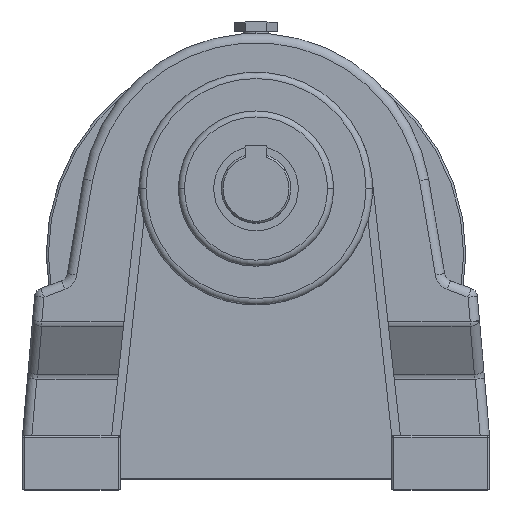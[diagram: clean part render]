
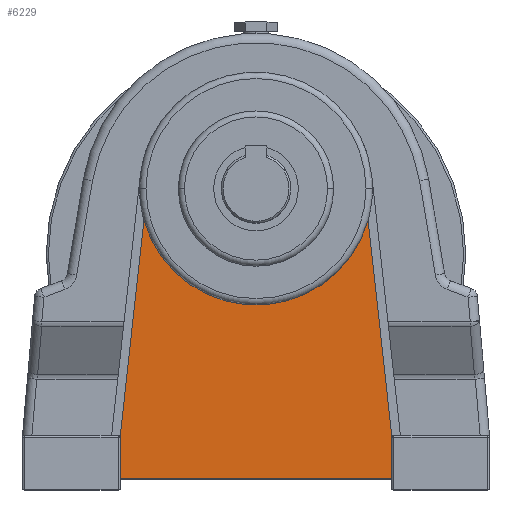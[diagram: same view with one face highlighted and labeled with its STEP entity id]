
A CAD part, top view. The second image highlights one B-rep face of the part: STEP entity #6229.
In plain terms, the highlighted planar face has unit normal (0, 0, 1).
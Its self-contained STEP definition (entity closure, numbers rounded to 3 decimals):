
#86 = CARTESIAN_POINT ( 'NONE',  ( 62.5, -133.5, -13.028 ) ) ;
#255 = EDGE_CURVE ( 'NONE', #1333, #6678, #1379, .T. ) ;
#937 = CARTESIAN_POINT ( 'NONE',  ( -62.5, -133.5, -13.028 ) ) ;
#939 = CARTESIAN_POINT ( 'NONE',  ( -62.5, -113.5, -13.028 ) ) ;
#1061 = VECTOR ( 'NONE', #5693, 1000. ) ;
#1229 = ORIENTED_EDGE ( 'NONE', *, *, #4124, .T. ) ;
#1333 = VERTEX_POINT ( 'NONE', #5753 ) ;
#1379 = CIRCLE ( 'NONE', #5524, 53.625 ) ;
#1761 = CARTESIAN_POINT ( 'NONE',  ( 0., 0., -13.028 ) ) ;
#1785 = CARTESIAN_POINT ( 'NONE',  ( 62.5, -133.5, -13.028 ) ) ;
#1786 = FACE_OUTER_BOUND ( 'NONE', #3232, .T. ) ;
#1812 = VERTEX_POINT ( 'NONE', #1785 ) ;
#1815 = DIRECTION ( 'NONE',  ( -0.11, 0.994, 0. ) ) ;
#1852 = ORIENTED_EDGE ( 'NONE', *, *, #2667, .T. ) ;
#1942 = CARTESIAN_POINT ( 'NONE',  ( 0., 0., -13.028 ) ) ;
#1967 = DIRECTION ( 'NONE',  ( 1., 0., 0. ) ) ;
#1979 = LINE ( 'NONE', #939, #4957 ) ;
#2381 = CARTESIAN_POINT ( 'NONE',  ( 62.5, -113.5, -13.028 ) ) ;
#2478 = LINE ( 'NONE', #937, #1061 ) ;
#2667 = EDGE_CURVE ( 'NONE', #1812, #4263, #3566, .T. ) ;
#2768 = ORIENTED_EDGE ( 'NONE', *, *, #2837, .T. ) ;
#2798 = LINE ( 'NONE', #2381, #3712 ) ;
#2837 = EDGE_CURVE ( 'NONE', #6844, #5379, #1979, .T. ) ;
#2845 = DIRECTION ( 'NONE',  ( 0., 1., 0. ) ) ;
#3000 = DIRECTION ( 'NONE',  ( 0., 0., -1. ) ) ;
#3232 = EDGE_LOOP ( 'NONE', ( #2768, #5673, #1852, #6448, #5882, #1229 ) ) ;
#3339 = CARTESIAN_POINT ( 'NONE',  ( -51.575, -14.685, -13.028 ) ) ;
#3373 = PLANE ( 'NONE',  #3751 ) ;
#3566 = LINE ( 'NONE', #86, #4965 ) ;
#3634 = EDGE_CURVE ( 'NONE', #5379, #1812, #2478, .T. ) ;
#3712 = VECTOR ( 'NONE', #1815, 1000. ) ;
#3751 = AXIS2_PLACEMENT_3D ( 'NONE', #1761, #6009, #3948 ) ;
#3802 = LINE ( 'NONE', #5994, #4865 ) ;
#3948 = DIRECTION ( 'NONE',  ( 1., 0., 0. ) ) ;
#4003 = CARTESIAN_POINT ( 'NONE',  ( -62.5, -113.5, -13.028 ) ) ;
#4124 = EDGE_CURVE ( 'NONE', #6678, #6844, #3802, .T. ) ;
#4244 = EDGE_CURVE ( 'NONE', #4263, #1333, #2798, .T. ) ;
#4263 = VERTEX_POINT ( 'NONE', #5040 ) ;
#4865 = VECTOR ( 'NONE', #6436, 1000. ) ;
#4957 = VECTOR ( 'NONE', #6277, 1000. ) ;
#4965 = VECTOR ( 'NONE', #2845, 1000. ) ;
#5040 = CARTESIAN_POINT ( 'NONE',  ( 62.5, -113.5, -13.028 ) ) ;
#5155 = CARTESIAN_POINT ( 'NONE',  ( -62.5, -133.5, -13.028 ) ) ;
#5379 = VERTEX_POINT ( 'NONE', #5155 ) ;
#5524 = AXIS2_PLACEMENT_3D ( 'NONE', #1942, #3000, #1967 ) ;
#5673 = ORIENTED_EDGE ( 'NONE', *, *, #3634, .T. ) ;
#5693 = DIRECTION ( 'NONE',  ( 1., 0., 0. ) ) ;
#5753 = CARTESIAN_POINT ( 'NONE',  ( 51.575, -14.685, -13.028 ) ) ;
#5882 = ORIENTED_EDGE ( 'NONE', *, *, #255, .T. ) ;
#5994 = CARTESIAN_POINT ( 'NONE',  ( -51.575, -14.685, -13.028 ) ) ;
#6009 = DIRECTION ( 'NONE',  ( 0., 0., 1. ) ) ;
#6229 = ADVANCED_FACE ( 'NONE', ( #1786 ), #3373, .T. ) ;
#6277 = DIRECTION ( 'NONE',  ( 0., -1., 0. ) ) ;
#6436 = DIRECTION ( 'NONE',  ( -0.11, -0.994, 0. ) ) ;
#6448 = ORIENTED_EDGE ( 'NONE', *, *, #4244, .T. ) ;
#6678 = VERTEX_POINT ( 'NONE', #3339 ) ;
#6844 = VERTEX_POINT ( 'NONE', #4003 ) ;
